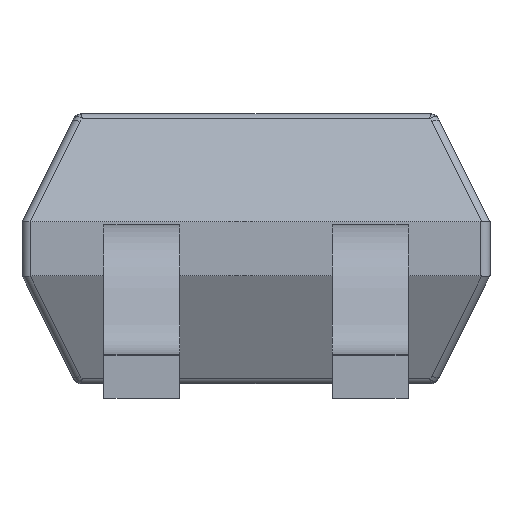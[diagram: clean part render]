
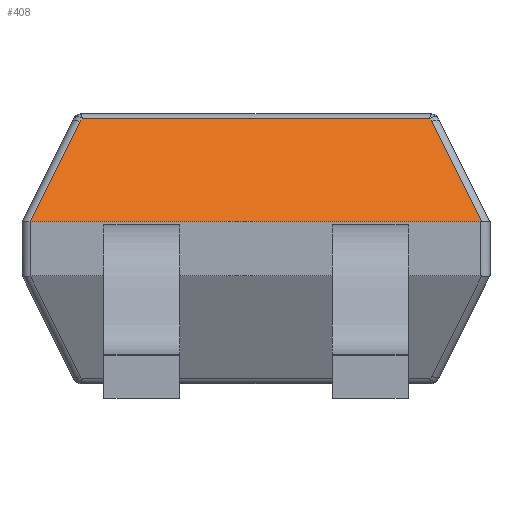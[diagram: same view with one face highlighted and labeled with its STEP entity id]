
A CAD part, left-side view. The second image highlights one B-rep face of the part: STEP entity #408.
In plain terms, the highlighted planar face has unit normal (-0.894, 0, 0.447).
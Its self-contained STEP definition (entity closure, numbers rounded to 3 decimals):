
#160 = EDGE_CURVE('',#161,#163,#165,.T.);
#161 = VERTEX_POINT('',#162);
#162 = CARTESIAN_POINT('',(-1.014,0.965,1.572
    ));
#163 = VERTEX_POINT('',#164);
#164 = CARTESIAN_POINT('',(-1.014,-0.965,
    1.572));
#165 = LINE('',#166,#167);
#166 = CARTESIAN_POINT('',(-1.014,1.,1.572));
#167 = VECTOR('',#168,1.);
#168 = DIRECTION('',(0.,-1.,0.));
#408 = ADVANCED_FACE('',(#409),#472,.T.);
#409 = FACE_BOUND('',#410,.T.);
#410 = EDGE_LOOP('',(#411,#412,#422,#430,#439,#447,#456,#464));
#411 = ORIENTED_EDGE('',*,*,#160,.F.);
#412 = ORIENTED_EDGE('',*,*,#413,.T.);
#413 = EDGE_CURVE('',#161,#414,#416,.T.);
#414 = VERTEX_POINT('',#415);
#415 = CARTESIAN_POINT('',(-1.021,0.977,1.557
    ));
#416 = B_SPLINE_CURVE_WITH_KNOTS('',4,(#417,#418,#419,#420,#421),
  .UNSPECIFIED.,.F.,.F.,(5,5),(0.036,0.072),
  .PIECEWISE_BEZIER_KNOTS.);
#417 = CARTESIAN_POINT('',(-1.014,0.965,1.572
    ));
#418 = CARTESIAN_POINT('',(-1.016,0.969,1.567
    ));
#419 = CARTESIAN_POINT('',(-1.018,0.973,1.563
    ));
#420 = CARTESIAN_POINT('',(-1.02,0.975,1.56
    ));
#421 = CARTESIAN_POINT('',(-1.021,0.977,1.557
    ));
#422 = ORIENTED_EDGE('',*,*,#423,.T.);
#423 = EDGE_CURVE('',#414,#424,#426,.T.);
#424 = VERTEX_POINT('',#425);
#425 = CARTESIAN_POINT('',(-1.3,1.255,1.001));
#426 = LINE('',#427,#428);
#427 = CARTESIAN_POINT('',(-1.021,0.977,1.557
    ));
#428 = VECTOR('',#429,1.);
#429 = DIRECTION('',(-0.408,0.408,-0.816));
#430 = ORIENTED_EDGE('',*,*,#431,.T.);
#431 = EDGE_CURVE('',#424,#432,#434,.T.);
#432 = VERTEX_POINT('',#433);
#433 = CARTESIAN_POINT('',(-1.3,1.25,1.));
#434 = ELLIPSE('',#435,0.112,0.05);
#435 = AXIS2_PLACEMENT_3D('',#436,#437,#438);
#436 = CARTESIAN_POINT('',(-1.25,1.25,1.1));
#437 = DIRECTION('',(-0.894,0.,0.447));
#438 = DIRECTION('',(0.447,0.,0.894));
#439 = ORIENTED_EDGE('',*,*,#440,.T.);
#440 = EDGE_CURVE('',#432,#441,#443,.T.);
#441 = VERTEX_POINT('',#442);
#442 = CARTESIAN_POINT('',(-1.3,-1.25,1.));
#443 = LINE('',#444,#445);
#444 = CARTESIAN_POINT('',(-1.3,1.3,1.));
#445 = VECTOR('',#446,1.);
#446 = DIRECTION('',(0.,-1.,0.));
#447 = ORIENTED_EDGE('',*,*,#448,.F.);
#448 = EDGE_CURVE('',#449,#441,#451,.T.);
#449 = VERTEX_POINT('',#450);
#450 = CARTESIAN_POINT('',(-1.3,-1.255,1.001)
  );
#451 = ELLIPSE('',#452,0.112,0.05);
#452 = AXIS2_PLACEMENT_3D('',#453,#454,#455);
#453 = CARTESIAN_POINT('',(-1.25,-1.25,1.1));
#454 = DIRECTION('',(0.894,0.,-0.447));
#455 = DIRECTION('',(0.447,0.,0.894));
#456 = ORIENTED_EDGE('',*,*,#457,.F.);
#457 = EDGE_CURVE('',#458,#449,#460,.T.);
#458 = VERTEX_POINT('',#459);
#459 = CARTESIAN_POINT('',(-1.021,-0.977,
    1.557));
#460 = LINE('',#461,#462);
#461 = CARTESIAN_POINT('',(-1.021,-0.977,
    1.557));
#462 = VECTOR('',#463,1.);
#463 = DIRECTION('',(-0.408,-0.408,-0.816));
#464 = ORIENTED_EDGE('',*,*,#465,.F.);
#465 = EDGE_CURVE('',#163,#458,#466,.T.);
#466 = B_SPLINE_CURVE_WITH_KNOTS('',4,(#467,#468,#469,#470,#471),
  .UNSPECIFIED.,.F.,.F.,(5,5),(0.036,0.072),
  .PIECEWISE_BEZIER_KNOTS.);
#467 = CARTESIAN_POINT('',(-1.014,-0.965,
    1.572));
#468 = CARTESIAN_POINT('',(-1.016,-0.969,
    1.567));
#469 = CARTESIAN_POINT('',(-1.018,-0.973,
    1.563));
#470 = CARTESIAN_POINT('',(-1.02,-0.975,
    1.56));
#471 = CARTESIAN_POINT('',(-1.021,-0.977,
    1.557));
#472 = PLANE('',#473);
#473 = AXIS2_PLACEMENT_3D('',#474,#475,#476);
#474 = CARTESIAN_POINT('',(-1.3,1.3,1.));
#475 = DIRECTION('',(-0.894,0.,0.447));
#476 = DIRECTION('',(0.447,0.,0.894));
